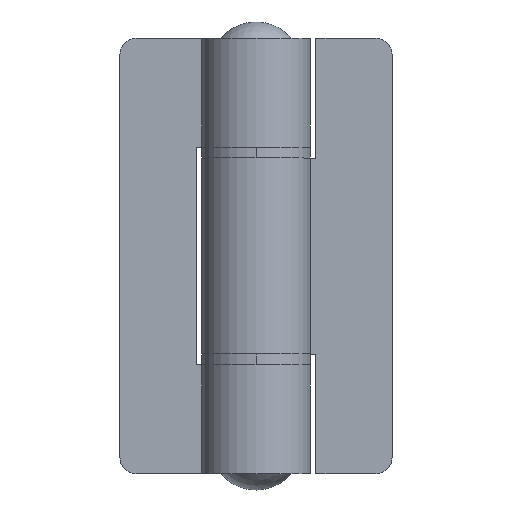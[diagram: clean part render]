
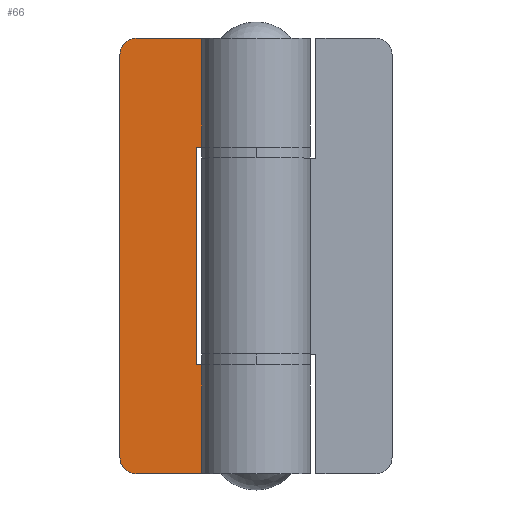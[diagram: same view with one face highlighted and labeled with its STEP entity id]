
A CAD part, top view. The second image highlights one B-rep face of the part: STEP entity #66.
In plain terms, the highlighted planar face has unit normal (0, 0, 1).
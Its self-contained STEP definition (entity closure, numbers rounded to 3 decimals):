
#16 = VERTEX_POINT ( 'NONE', #307 ) ;
#18 = EDGE_CURVE ( 'NONE', #16, #19, #371, .T. ) ;
#19 = VERTEX_POINT ( 'NONE', #367 ) ;
#37 = EDGE_CURVE ( 'NONE', #38, #19, #401, .T. ) ;
#38 = VERTEX_POINT ( 'NONE', #397 ) ;
#52 = VERTEX_POINT ( 'NONE', #377 ) ;
#54 = EDGE_CURVE ( 'NONE', #52, #55, #376, .T. ) ;
#55 = VERTEX_POINT ( 'NONE', #372 ) ;
#66 = ADVANCED_FACE ( 'NONE', ( #409 ), #408, .F. ) ;
#67 = EDGE_LOOP ( 'NONE', ( #68, #69, #71, #72, #131, #133, #136, #138, #139, #140 ) ) ;
#68 = ORIENTED_EDGE ( 'NONE', *, *, #145, .T. ) ;
#69 = ORIENTED_EDGE ( 'NONE', *, *, #70, .T. ) ;
#70 = EDGE_CURVE ( 'NONE', #88, #38, #403, .T. ) ;
#71 = ORIENTED_EDGE ( 'NONE', *, *, #37, .T. ) ;
#72 = ORIENTED_EDGE ( 'NONE', *, *, #18, .F. ) ;
#73 = VERTEX_POINT ( 'NONE', #461 ) ;
#88 = VERTEX_POINT ( 'NONE', #435 ) ;
#105 = EDGE_CURVE ( 'NONE', #55, #106, #481, .T. ) ;
#106 = VERTEX_POINT ( 'NONE', #473 ) ;
#131 = ORIENTED_EDGE ( 'NONE', *, *, #132, .T. ) ;
#132 = EDGE_CURVE ( 'NONE', #16, #73, #511, .T. ) ;
#133 = ORIENTED_EDGE ( 'NONE', *, *, #134, .T. ) ;
#134 = EDGE_CURVE ( 'NONE', #73, #135, #507, .T. ) ;
#135 = VERTEX_POINT ( 'NONE', #503 ) ;
#136 = ORIENTED_EDGE ( 'NONE', *, *, #137, .T. ) ;
#137 = EDGE_CURVE ( 'NONE', #135, #106, #502, .T. ) ;
#138 = ORIENTED_EDGE ( 'NONE', *, *, #105, .F. ) ;
#139 = ORIENTED_EDGE ( 'NONE', *, *, #54, .F. ) ;
#140 = ORIENTED_EDGE ( 'NONE', *, *, #141, .T. ) ;
#141 = EDGE_CURVE ( 'NONE', #52, #146, #561, .T. ) ;
#145 = EDGE_CURVE ( 'NONE', #146, #88, #550, .T. ) ;
#146 = VERTEX_POINT ( 'NONE', #546 ) ;
#307 = CARTESIAN_POINT ( 'NONE',  ( -8.66, -20., -5. ) ) ;
#367 = CARTESIAN_POINT ( 'NONE',  ( -8.66, -40., -5. ) ) ;
#368 = DIRECTION ( 'NONE',  ( 0., -1., 0. ) ) ;
#369 = VECTOR ( 'NONE', #368, 1000. ) ;
#370 = CARTESIAN_POINT ( 'NONE',  ( -8.66, 40., -5. ) ) ;
#371 = LINE ( 'NONE', #370, #369 ) ;
#372 = CARTESIAN_POINT ( 'NONE',  ( -8.66, 40., -5. ) ) ;
#373 = DIRECTION ( 'NONE',  ( 1., 0., 0. ) ) ;
#374 = VECTOR ( 'NONE', #373, 1000. ) ;
#375 = CARTESIAN_POINT ( 'NONE',  ( -25., 40., -5. ) ) ;
#376 = LINE ( 'NONE', #375, #374 ) ;
#377 = CARTESIAN_POINT ( 'NONE',  ( -22., 40., -5. ) ) ;
#397 = CARTESIAN_POINT ( 'NONE',  ( -22., -40., -5. ) ) ;
#398 = DIRECTION ( 'NONE',  ( 1., 0., 0. ) ) ;
#399 = VECTOR ( 'NONE', #398, 1000. ) ;
#400 = CARTESIAN_POINT ( 'NONE',  ( -25., -40., -5. ) ) ;
#401 = LINE ( 'NONE', #400, #399 ) ;
#403 = CIRCLE ( 'NONE', #465, 3. ) ;
#404 = DIRECTION ( 'NONE',  ( -1., 0., 0. ) ) ;
#405 = DIRECTION ( 'NONE',  ( 0., 0., -1. ) ) ;
#406 = CARTESIAN_POINT ( 'NONE',  ( -25., 40., -5. ) ) ;
#407 = AXIS2_PLACEMENT_3D ( 'NONE', #406, #405, #404 ) ;
#408 = PLANE ( 'NONE',  #407 ) ;
#409 = FACE_OUTER_BOUND ( 'NONE', #67, .T. ) ;
#435 = CARTESIAN_POINT ( 'NONE',  ( -25., -37., -5. ) ) ;
#461 = CARTESIAN_POINT ( 'NONE',  ( -11., -20., -5. ) ) ;
#462 = DIRECTION ( 'NONE',  ( -1., 0., 0. ) ) ;
#463 = DIRECTION ( 'NONE',  ( 0., 0., 1. ) ) ;
#464 = CARTESIAN_POINT ( 'NONE',  ( -22., -37., -5. ) ) ;
#465 = AXIS2_PLACEMENT_3D ( 'NONE', #464, #463, #462 ) ;
#473 = CARTESIAN_POINT ( 'NONE',  ( -8.66, 20., -5. ) ) ;
#474 = DIRECTION ( 'NONE',  ( 0., -1., 0. ) ) ;
#475 = VECTOR ( 'NONE', #474, 1000. ) ;
#476 = CARTESIAN_POINT ( 'NONE',  ( -8.66, 40., -5. ) ) ;
#481 = LINE ( 'NONE', #476, #475 ) ;
#499 = DIRECTION ( 'NONE',  ( 1., 0., 0. ) ) ;
#500 = VECTOR ( 'NONE', #499, 1000. ) ;
#501 = CARTESIAN_POINT ( 'NONE',  ( -25., 20., -5. ) ) ;
#502 = LINE ( 'NONE', #501, #500 ) ;
#503 = CARTESIAN_POINT ( 'NONE',  ( -11., 20., -5. ) ) ;
#504 = DIRECTION ( 'NONE',  ( 0., 1., 0. ) ) ;
#505 = VECTOR ( 'NONE', #504, 1000. ) ;
#506 = CARTESIAN_POINT ( 'NONE',  ( -11., 40., -5. ) ) ;
#507 = LINE ( 'NONE', #506, #505 ) ;
#508 = DIRECTION ( 'NONE',  ( -1., 0., 0. ) ) ;
#509 = VECTOR ( 'NONE', #508, 1000. ) ;
#510 = CARTESIAN_POINT ( 'NONE',  ( -25., -20., -5. ) ) ;
#511 = LINE ( 'NONE', #510, #509 ) ;
#546 = CARTESIAN_POINT ( 'NONE',  ( -25., 37., -5. ) ) ;
#547 = DIRECTION ( 'NONE',  ( 0., -1., 0. ) ) ;
#548 = VECTOR ( 'NONE', #547, 1000. ) ;
#549 = CARTESIAN_POINT ( 'NONE',  ( -25., 40., -5. ) ) ;
#550 = LINE ( 'NONE', #549, #548 ) ;
#557 = DIRECTION ( 'NONE',  ( -1., 0., 0. ) ) ;
#558 = DIRECTION ( 'NONE',  ( 0., 0., 1. ) ) ;
#559 = CARTESIAN_POINT ( 'NONE',  ( -22., 37., -5. ) ) ;
#560 = AXIS2_PLACEMENT_3D ( 'NONE', #559, #558, #557 ) ;
#561 = CIRCLE ( 'NONE', #560, 3. ) ;
